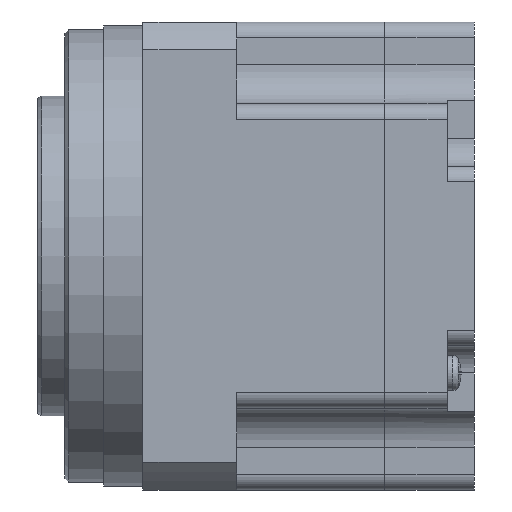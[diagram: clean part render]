
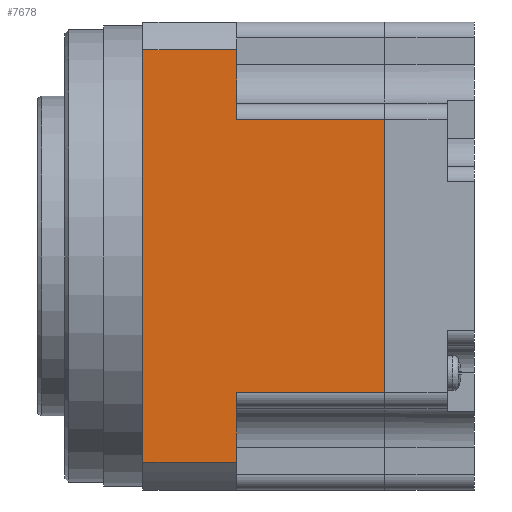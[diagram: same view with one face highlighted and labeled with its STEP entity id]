
A CAD part, front view. The second image highlights one B-rep face of the part: STEP entity #7678.
In plain terms, the highlighted planar face has unit normal (0, -1, 0).
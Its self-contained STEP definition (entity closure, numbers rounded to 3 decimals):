
#4 = AXIS2_PLACEMENT_3D ( 'NONE', #501, #9607, #3555 ) ;
#470 = ORIENTED_EDGE ( 'NONE', *, *, #1620, .T. ) ;
#501 = CARTESIAN_POINT ( 'NONE',  ( 0., -30., -26.458 ) ) ;
#515 = CARTESIAN_POINT ( 'NONE',  ( 0., -30., -26.458 ) ) ;
#625 = DIRECTION ( 'NONE',  ( 0., 0., -1. ) ) ;
#1142 = LINE ( 'NONE', #3746, #5876 ) ;
#1515 = PLANE ( 'NONE',  #4 ) ;
#1552 = LINE ( 'NONE', #7565, #8990 ) ;
#1620 = EDGE_CURVE ( 'NONE', #7001, #2273, #1552, .T. ) ;
#1651 = EDGE_CURVE ( 'NONE', #5762, #8177, #6292, .T. ) ;
#1868 = VECTOR ( 'NONE', #8451, 1000. ) ;
#2202 = CARTESIAN_POINT ( 'NONE',  ( 12., -30., -17.5 ) ) ;
#2273 = VERTEX_POINT ( 'NONE', #3840 ) ;
#2370 = CARTESIAN_POINT ( 'NONE',  ( 12., -30., -26.458 ) ) ;
#2446 = ORIENTED_EDGE ( 'NONE', *, *, #1651, .T. ) ;
#2624 = CARTESIAN_POINT ( 'NONE',  ( 12., -30., 26.458 ) ) ;
#3232 = ORIENTED_EDGE ( 'NONE', *, *, #12271, .T. ) ;
#3555 = DIRECTION ( 'NONE',  ( 0., 0., -1. ) ) ;
#3663 = VECTOR ( 'NONE', #11690, 1000. ) ;
#3746 = CARTESIAN_POINT ( 'NONE',  ( 42.5, -30., -17.5 ) ) ;
#3840 = CARTESIAN_POINT ( 'NONE',  ( 0., -30., 26.458 ) ) ;
#3935 = VECTOR ( 'NONE', #7606, 1000. ) ;
#4038 = VERTEX_POINT ( 'NONE', #5012 ) ;
#4286 = CARTESIAN_POINT ( 'NONE',  ( 0., -30., 17.5 ) ) ;
#4438 = LINE ( 'NONE', #4286, #9176 ) ;
#4635 = FACE_OUTER_BOUND ( 'NONE', #10473, .T. ) ;
#4881 = LINE ( 'NONE', #11433, #6940 ) ;
#5012 = CARTESIAN_POINT ( 'NONE',  ( 31., -30., 17.5 ) ) ;
#5112 = ORIENTED_EDGE ( 'NONE', *, *, #12263, .T. ) ;
#5199 = CARTESIAN_POINT ( 'NONE',  ( 12., -30., -26.458 ) ) ;
#5300 = DIRECTION ( 'NONE',  ( -1., 0., 0. ) ) ;
#5335 = EDGE_CURVE ( 'NONE', #2273, #5762, #6331, .T. ) ;
#5481 = CARTESIAN_POINT ( 'NONE',  ( 0., -30., -26.458 ) ) ;
#5509 = DIRECTION ( 'NONE',  ( -1., 0., 0. ) ) ;
#5762 = VERTEX_POINT ( 'NONE', #5481 ) ;
#5768 = DIRECTION ( 'NONE',  ( -1., 0., 0. ) ) ;
#5876 = VECTOR ( 'NONE', #5768, 1000. ) ;
#6202 = VERTEX_POINT ( 'NONE', #11621 ) ;
#6265 = EDGE_CURVE ( 'NONE', #4038, #10372, #9730, .T. ) ;
#6292 = LINE ( 'NONE', #515, #3935 ) ;
#6331 = LINE ( 'NONE', #9665, #3663 ) ;
#6676 = CARTESIAN_POINT ( 'NONE',  ( 31., -30., -17.5 ) ) ;
#6940 = VECTOR ( 'NONE', #7359, 1000. ) ;
#6943 = ORIENTED_EDGE ( 'NONE', *, *, #10782, .T. ) ;
#7001 = VERTEX_POINT ( 'NONE', #2624 ) ;
#7359 = DIRECTION ( 'NONE',  ( 0., 0., 1. ) ) ;
#7368 = VERTEX_POINT ( 'NONE', #2202 ) ;
#7565 = CARTESIAN_POINT ( 'NONE',  ( 0., -30., 26.458 ) ) ;
#7606 = DIRECTION ( 'NONE',  ( 1., 0., 0. ) ) ;
#7678 = ADVANCED_FACE ( 'NONE', ( #4635 ), #1515, .T. ) ;
#7717 = CARTESIAN_POINT ( 'NONE',  ( 31., -30., 0. ) ) ;
#8072 = ORIENTED_EDGE ( 'NONE', *, *, #5335, .T. ) ;
#8177 = VERTEX_POINT ( 'NONE', #5199 ) ;
#8451 = DIRECTION ( 'NONE',  ( 0., 0., 1. ) ) ;
#8990 = VECTOR ( 'NONE', #5509, 1000. ) ;
#9176 = VECTOR ( 'NONE', #5300, 1000. ) ;
#9607 = DIRECTION ( 'NONE',  ( 0., -1., 0. ) ) ;
#9630 = LINE ( 'NONE', #2370, #1868 ) ;
#9665 = CARTESIAN_POINT ( 'NONE',  ( 0., -30., -26.458 ) ) ;
#9730 = LINE ( 'NONE', #7717, #12401 ) ;
#9959 = EDGE_CURVE ( 'NONE', #10372, #7368, #1142, .T. ) ;
#10372 = VERTEX_POINT ( 'NONE', #6676 ) ;
#10473 = EDGE_LOOP ( 'NONE', ( #3232, #10692, #10547, #6943, #5112, #470, #8072, #2446 ) ) ;
#10547 = ORIENTED_EDGE ( 'NONE', *, *, #6265, .F. ) ;
#10692 = ORIENTED_EDGE ( 'NONE', *, *, #9959, .F. ) ;
#10782 = EDGE_CURVE ( 'NONE', #4038, #6202, #4438, .T. ) ;
#11433 = CARTESIAN_POINT ( 'NONE',  ( 12., -30., -26.458 ) ) ;
#11621 = CARTESIAN_POINT ( 'NONE',  ( 12., -30., 17.5 ) ) ;
#11690 = DIRECTION ( 'NONE',  ( 0., 0., -1. ) ) ;
#12263 = EDGE_CURVE ( 'NONE', #6202, #7001, #4881, .T. ) ;
#12271 = EDGE_CURVE ( 'NONE', #8177, #7368, #9630, .T. ) ;
#12401 = VECTOR ( 'NONE', #625, 1000. ) ;
